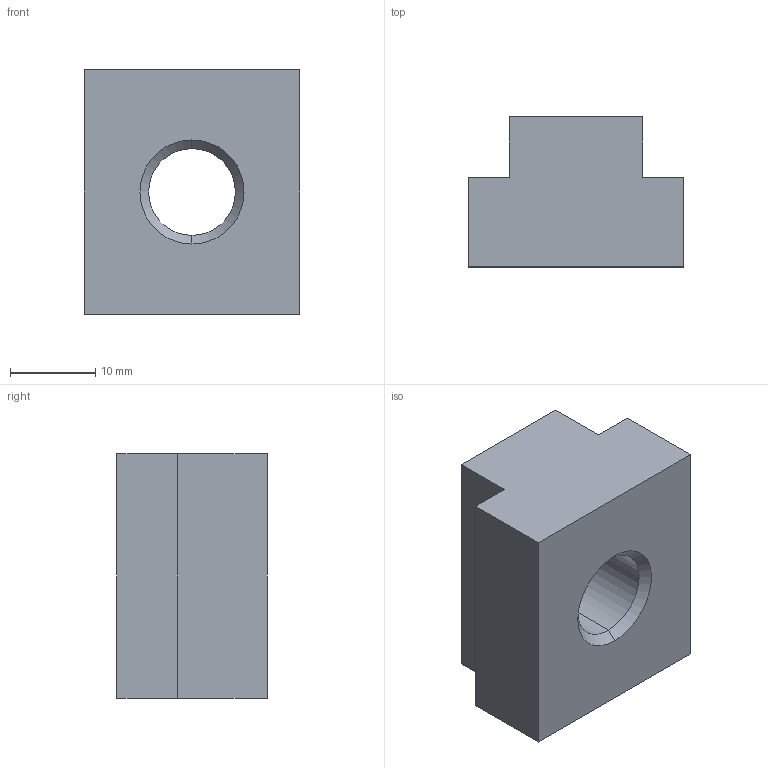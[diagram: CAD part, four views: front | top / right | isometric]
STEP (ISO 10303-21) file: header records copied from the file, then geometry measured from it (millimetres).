
FILE_DESCRIPTION (( 'STEP AP214' ), '1' );
FILE_NAME ('41016.STEP', '2018-10-11T18:14:29', ( 'Mike W' ), ( '' ), 'SwSTEP 2.0', 'SolidWorks 2017', '' );
FILE_SCHEMA (( 'AUTOMOTIVE_DESIGN' ));
Length unit declared in the file: inch
Products named in the file (1): 41016
Bounding box: 25.4 x 17.68 x 28.7 mm (x, y, z)
Volume: 9423.3 mm3; surface area: 3600 mm2
Topology: 1 solids, 1 shells, 16 faces, 38 edges, 24 vertices
Faces by surface type: plane 10, cone 4, cylinder 2
Entity records: 554 total; most frequent: DIRECTION 80, CARTESIAN_POINT 79, ORIENTED_EDGE 76, EDGE_CURVE 38, VECTOR 30, LINE 30, AXIS2_PLACEMENT_3D 25, VERTEX_POINT 24
